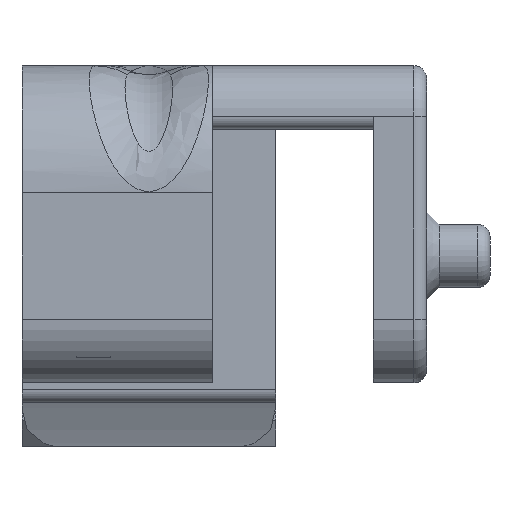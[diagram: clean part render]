
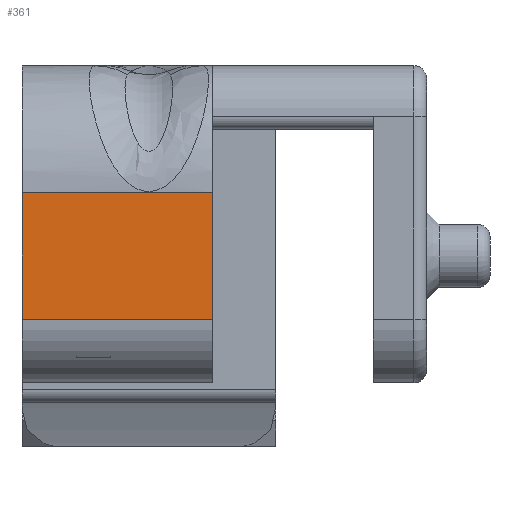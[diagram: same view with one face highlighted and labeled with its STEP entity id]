
A CAD part, left-side view. The second image highlights one B-rep face of the part: STEP entity #361.
In plain terms, the highlighted planar face has unit normal (-1, 0, 0).
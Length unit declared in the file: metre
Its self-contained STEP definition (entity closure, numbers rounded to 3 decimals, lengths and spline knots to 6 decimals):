
#361 = ADVANCED_FACE( '', ( #814 ), #815, .T. );
#814 = FACE_OUTER_BOUND( '', #1446, .T. );
#815 = PLANE( '', #1447 );
#1446 = EDGE_LOOP( '', ( #2617, #2618, #2619, #2620 ) );
#1447 = AXIS2_PLACEMENT_3D( '', #2621, #2622, #2623 );
#2617 = ORIENTED_EDGE( '', *, *, #3683, .T. );
#2618 = ORIENTED_EDGE( '', *, *, #3844, .T. );
#2619 = ORIENTED_EDGE( '', *, *, #3845, .F. );
#2620 = ORIENTED_EDGE( '', *, *, #3788, .F. );
#2621 = CARTESIAN_POINT( '', ( 0.129537, -0.490814, 0.23 ) );
#2622 = DIRECTION( '', ( -1., 0., 0. ) );
#2623 = DIRECTION( '', ( 0., 0., 1. ) );
#3683 = EDGE_CURVE( '', #4498, #4496, #4499, .T. );
#3788 = EDGE_CURVE( '', #4498, #4653, #4654, .T. );
#3844 = EDGE_CURVE( '', #4496, #4732, #4733, .T. );
#3845 = EDGE_CURVE( '', #4653, #4732, #4734, .T. );
#4496 = VERTEX_POINT( '', #5707 );
#4498 = VERTEX_POINT( '', #5709 );
#4499 = LINE( '', #5710, #5711 );
#4653 = VERTEX_POINT( '', #6119 );
#4654 = LINE( '', #6120, #6121 );
#4732 = VERTEX_POINT( '', #6443 );
#4733 = LINE( '', #6444, #6445 );
#4734 = LINE( '', #6446, #6447 );
#5707 = CARTESIAN_POINT( '', ( 0.129537, -0.485814, 0.24 ) );
#5709 = CARTESIAN_POINT( '', ( 0.129537, -0.485814, 0.23 ) );
#5710 = CARTESIAN_POINT( '', ( 0.129537, -0.485814, 0.23375 ) );
#5711 = VECTOR( '', #7290, 1. );
#6119 = CARTESIAN_POINT( '', ( 0.129537, -0.470814, 0.23 ) );
#6120 = CARTESIAN_POINT( '', ( 0.129537, -0.490814, 0.23 ) );
#6121 = VECTOR( '', #7414, 1. );
#6443 = CARTESIAN_POINT( '', ( 0.129537, -0.470814, 0.24 ) );
#6444 = CARTESIAN_POINT( '', ( 0.129537, -0.490814, 0.24 ) );
#6445 = VECTOR( '', #7463, 1. );
#6446 = CARTESIAN_POINT( '', ( 0.129537, -0.470814, 0.23 ) );
#6447 = VECTOR( '', #7464, 1. );
#7290 = DIRECTION( '', ( 0., 0., 1. ) );
#7414 = DIRECTION( '', ( 0., 1., 0. ) );
#7463 = DIRECTION( '', ( 0., 1., 0. ) );
#7464 = DIRECTION( '', ( 0., 0., 1. ) );
